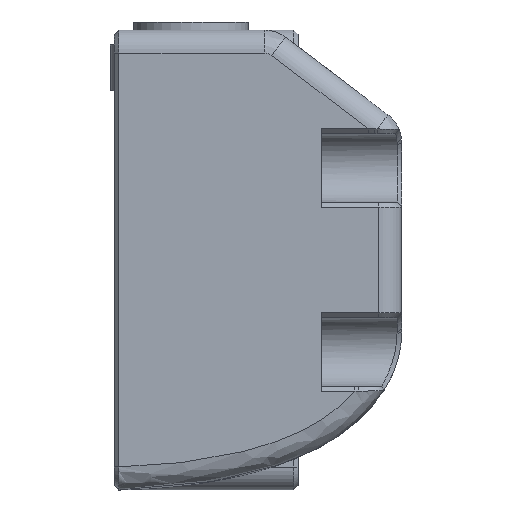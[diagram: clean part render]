
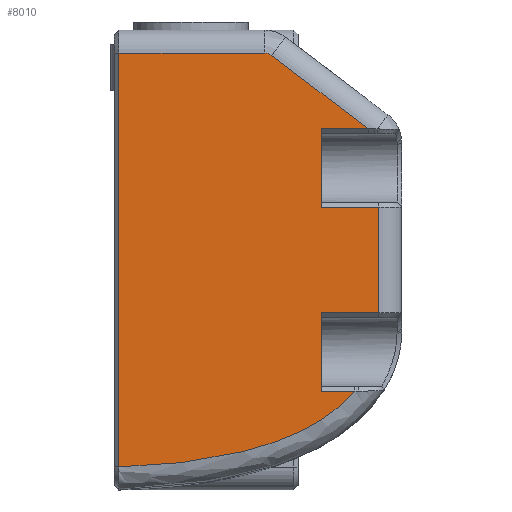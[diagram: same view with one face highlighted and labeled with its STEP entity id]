
A CAD part, left-side view. The second image highlights one B-rep face of the part: STEP entity #8010.
In plain terms, the highlighted planar face has unit normal (-1, 0, 0).
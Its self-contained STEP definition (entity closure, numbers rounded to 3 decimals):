
#216=B_SPLINE_CURVE_WITH_KNOTS('',3,(#14814,#14815,#14816,#14817,#14818,
#14819,#14820),.UNSPECIFIED.,.F.,.F.,(4,1,1,1,4),(-2.258,-2.084,
-1.737,-1.042,-0.044),.UNSPECIFIED.);
#636=PLANE('',#8724);
#1047=FACE_OUTER_BOUND('',#1560,.T.);
#1560=EDGE_LOOP('',(#7010,#7011,#7012,#7013,#7014,#7015,#7016,#7017,#7018,
#7019,#7020,#7021));
#2254=LINE('',#14523,#3028);
#2291=LINE('',#14808,#3065);
#2293=LINE('',#14822,#3067);
#2294=LINE('',#14824,#3068);
#2295=LINE('',#14826,#3069);
#2296=LINE('',#14828,#3070);
#2297=LINE('',#14830,#3071);
#2298=LINE('',#14832,#3072);
#2299=LINE('',#14834,#3073);
#2300=LINE('',#14836,#3074);
#3028=VECTOR('',#10443,10.);
#3065=VECTOR('',#10532,10.);
#3067=VECTOR('',#10538,10.);
#3068=VECTOR('',#10539,10.);
#3069=VECTOR('',#10540,10.);
#3070=VECTOR('',#10541,10.);
#3071=VECTOR('',#10542,10.);
#3072=VECTOR('',#10543,10.);
#3073=VECTOR('',#10544,10.);
#3074=VECTOR('',#10545,10.);
#3395=CIRCLE('',#8725,1.);
#3968=VERTEX_POINT('',#14520);
#3969=VERTEX_POINT('',#14522);
#3992=VERTEX_POINT('',#14807);
#3994=VERTEX_POINT('',#14813);
#3995=VERTEX_POINT('',#14821);
#3996=VERTEX_POINT('',#14823);
#3997=VERTEX_POINT('',#14825);
#3998=VERTEX_POINT('',#14827);
#3999=VERTEX_POINT('',#14829);
#4000=VERTEX_POINT('',#14831);
#4001=VERTEX_POINT('',#14833);
#4002=VERTEX_POINT('',#14835);
#4981=EDGE_CURVE('',#3968,#3969,#2254,.T.);
#5027=EDGE_CURVE('',#3969,#3992,#2291,.T.);
#5030=EDGE_CURVE('',#3994,#3968,#216,.T.);
#5031=EDGE_CURVE('',#3995,#3994,#2293,.T.);
#5032=EDGE_CURVE('',#3995,#3996,#2294,.T.);
#5033=EDGE_CURVE('',#3997,#3996,#2295,.T.);
#5034=EDGE_CURVE('',#3998,#3997,#2296,.T.);
#5035=EDGE_CURVE('',#3999,#3998,#2297,.T.);
#5036=EDGE_CURVE('',#3999,#4000,#2298,.T.);
#5037=EDGE_CURVE('',#4001,#4000,#2299,.T.);
#5038=EDGE_CURVE('',#4002,#4001,#2300,.T.);
#5039=EDGE_CURVE('',#3992,#4002,#3395,.T.);
#7010=ORIENTED_EDGE('',*,*,#4981,.F.);
#7011=ORIENTED_EDGE('',*,*,#5030,.F.);
#7012=ORIENTED_EDGE('',*,*,#5031,.F.);
#7013=ORIENTED_EDGE('',*,*,#5032,.T.);
#7014=ORIENTED_EDGE('',*,*,#5033,.F.);
#7015=ORIENTED_EDGE('',*,*,#5034,.F.);
#7016=ORIENTED_EDGE('',*,*,#5035,.F.);
#7017=ORIENTED_EDGE('',*,*,#5036,.T.);
#7018=ORIENTED_EDGE('',*,*,#5037,.F.);
#7019=ORIENTED_EDGE('',*,*,#5038,.F.);
#7020=ORIENTED_EDGE('',*,*,#5039,.F.);
#7021=ORIENTED_EDGE('',*,*,#5027,.F.);
#8010=ADVANCED_FACE('',(#1047),#636,.T.);
#8724=AXIS2_PLACEMENT_3D('',#14812,#10536,#10537);
#8725=AXIS2_PLACEMENT_3D('',#14837,#10546,#10547);
#10443=DIRECTION('',(0.,0.,1.));
#10532=DIRECTION('',(0.,-1.,0.));
#10536=DIRECTION('center_axis',(-1.,0.,0.));
#10537=DIRECTION('ref_axis',(0.,0.,
-1.));
#10538=DIRECTION('',(0.,-1.,0.));
#10539=DIRECTION('',(0.,0.,1.));
#10540=DIRECTION('',(0.,1.,0.));
#10541=DIRECTION('',(0.,0.,-1.));
#10542=DIRECTION('',(0.,-1.,0.));
#10543=DIRECTION('',(0.,0.,1.));
#10544=DIRECTION('',(0.,1.,0.));
#10545=DIRECTION('',(0.,-0.796,-0.605));
#10546=DIRECTION('center_axis',(1.,0.,0.));
#10547=DIRECTION('ref_axis',(0.,-0.319,0.948));
#14520=CARTESIAN_POINT('',(-19.405,-16.716,-1.742));
#14522=CARTESIAN_POINT('',(-19.405,-16.716,34.249));
#14523=CARTESIAN_POINT('',(-19.405,-16.716,26.249));
#14807=CARTESIAN_POINT('',(-19.405,-29.402,34.249));
#14808=CARTESIAN_POINT('',(-19.405,-16.316,34.249));
#14812=CARTESIAN_POINT('Origin',(-19.405,-16.316,36.249));
#14813=CARTESIAN_POINT('',(-19.405,-37.246,4.849));
#14814=CARTESIAN_POINT('Ctrl Pts',(-19.405,-37.246,
4.849));
#14815=CARTESIAN_POINT('Ctrl Pts',(-19.405,-36.87,4.408));
#14816=CARTESIAN_POINT('Ctrl Pts',(-19.405,-35.636,
3.175));
#14817=CARTESIAN_POINT('Ctrl Pts',(-19.405,-32.221,
0.936));
#14818=CARTESIAN_POINT('Ctrl Pts',(-19.405,-25.68,-1.136));
#14819=CARTESIAN_POINT('Ctrl Pts',(-19.405,-20.043,
-1.657));
#14820=CARTESIAN_POINT('Ctrl Pts',(-19.405,-16.716,
-1.742));
#14821=CARTESIAN_POINT('',(-19.405,-34.316,4.849));
#14822=CARTESIAN_POINT('',(-19.405,-25.316,4.849));
#14823=CARTESIAN_POINT('',(-19.405,-34.316,11.649));
#14824=CARTESIAN_POINT('',(-19.405,-34.316,22.249));
#14825=CARTESIAN_POINT('',(-19.405,-39.316,11.649));
#14826=CARTESIAN_POINT('',(-19.405,-25.316,11.649));
#14827=CARTESIAN_POINT('',(-19.405,-39.316,20.849));
#14828=CARTESIAN_POINT('',(-19.405,-39.316,26.249));
#14829=CARTESIAN_POINT('',(-19.405,-34.316,20.849));
#14830=CARTESIAN_POINT('',(-19.405,-25.316,20.849));
#14831=CARTESIAN_POINT('',(-19.405,-34.316,27.649));
#14832=CARTESIAN_POINT('',(-19.405,-34.316,30.249));
#14833=CARTESIAN_POINT('',(-19.405,-38.43,27.649));
#14834=CARTESIAN_POINT('',(-19.405,-25.316,27.649));
#14835=CARTESIAN_POINT('',(-19.405,-30.007,34.045));
#14836=CARTESIAN_POINT('',(-19.405,-24.732,38.051));
#14837=CARTESIAN_POINT('Origin',(-19.405,-29.402,33.249));
